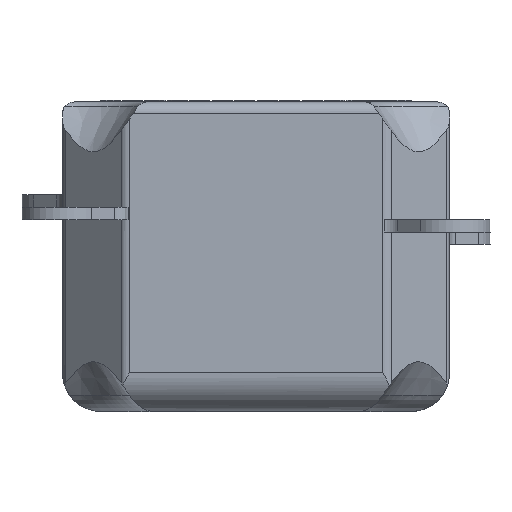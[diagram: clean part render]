
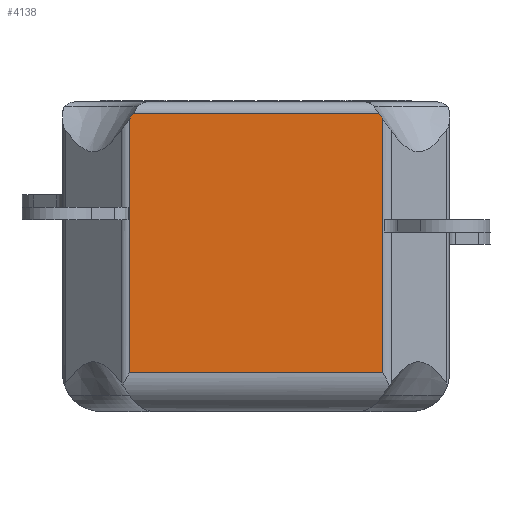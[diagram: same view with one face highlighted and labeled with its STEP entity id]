
A CAD part, left-side view. The second image highlights one B-rep face of the part: STEP entity #4138.
In plain terms, the highlighted planar face has unit normal (-1, 0, 0).
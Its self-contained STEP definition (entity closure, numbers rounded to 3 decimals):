
#4138=ADVANCED_FACE('',(#6892),#6893,.T.);
#6892=FACE_OUTER_BOUND('',#16639,.T.);
#6893=PLANE('',#16640);
#16639=EDGE_LOOP('',(#22095,#22096,#22097,#22098,#22099,#22100));
#16640=AXIS2_PLACEMENT_3D('',#22101,#22102,#22103);
#22095=ORIENTED_EDGE('',*,*,#38318,.F.);
#22096=ORIENTED_EDGE('',*,*,#38456,.T.);
#22097=ORIENTED_EDGE('',*,*,#38457,.T.);
#22098=ORIENTED_EDGE('',*,*,#38428,.F.);
#22099=ORIENTED_EDGE('',*,*,#38458,.T.);
#22100=ORIENTED_EDGE('',*,*,#38453,.F.);
#22101=CARTESIAN_POINT('',(-765.0,210.0,-280.0));
#22102=DIRECTION('',(-1.0,0.0,0.0));
#22103=DIRECTION('',(0.0,-1.0,0.0));
#38318=EDGE_CURVE('',#43452,#43454,#43455,.T.);
#38428=EDGE_CURVE('',#43633,#43634,#43635,.T.);
#38453=EDGE_CURVE('',#43454,#43671,#43672,.T.);
#38456=EDGE_CURVE('',#43452,#43676,#43677,.T.);
#38457=EDGE_CURVE('',#43676,#43634,#43678,.T.);
#38458=EDGE_CURVE('',#43633,#43671,#43679,.T.);
#43452=VERTEX_POINT('',#53178);
#43454=VERTEX_POINT('',#53193);
#43455=LINE('',#53194,#53195);
#43633=VERTEX_POINT('',#55247);
#43634=VERTEX_POINT('',#55248);
#43635=LINE('',#55249,#55250);
#43671=VERTEX_POINT('',#55579);
#43672=LINE('',#55580,#55581);
#43676=VERTEX_POINT('',#55597);
#43677=LINE('',#55598,#55599);
#43678=LINE('',#55600,#55601);
#43679=LINE('',#55602,#55603);
#53178=CARTESIAN_POINT('',(-765.0,46.213,-230.0));
#53193=CARTESIAN_POINT('',(-765.0,373.787,-230.0));
#53194=CARTESIAN_POINT('',(-765.0,210.0,-230.0));
#53195=VECTOR('',#67618,1.0);
#55247=CARTESIAN_POINT('',(-765.0,368.761,105.0));
#55248=CARTESIAN_POINT('',(-765.0,51.239,105.0));
#55249=CARTESIAN_POINT('',(-765.0,210.0,105.0));
#55250=VECTOR('',#67724,1.0);
#55579=CARTESIAN_POINT('',(-765.0,373.787,97.847));
#55580=CARTESIAN_POINT('',(-765.0,373.787,-280.0));
#55581=VECTOR('',#67749,1.0);
#55597=CARTESIAN_POINT('',(-765.0,46.213,97.847));
#55598=CARTESIAN_POINT('',(-765.0,46.213,-280.0));
#55599=VECTOR('',#67751,1.0);
#55600=CARTESIAN_POINT('',(-765.0,38.888,87.421));
#55601=VECTOR('',#67752,1.0);
#55602=CARTESIAN_POINT('',(-765.0,381.112,87.421));
#55603=VECTOR('',#67753,1.0);
#67618=DIRECTION('',(0.0,1.0,-0.0));
#67724=DIRECTION('',(0.0,-1.0,0.0));
#67749=DIRECTION('',(0.0,0.0,1.0));
#67751=DIRECTION('',(0.0,0.0,1.0));
#67752=DIRECTION('',(0.0,0.575,0.818));
#67753=DIRECTION('',(-0.0,0.575,-0.818));
